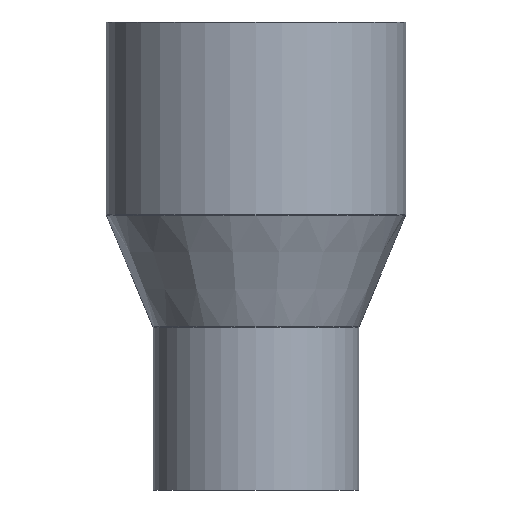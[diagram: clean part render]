
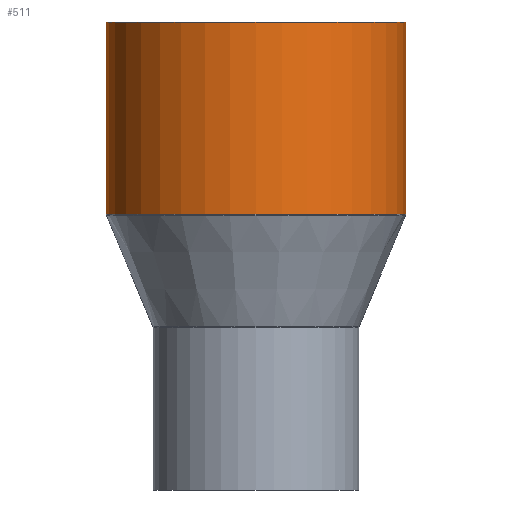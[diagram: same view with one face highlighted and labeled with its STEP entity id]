
A CAD part, front view. The second image highlights one B-rep face of the part: STEP entity #511.
In plain terms, the highlighted cylindrical face has radius 80 mm (diameter 160 mm), a partial arc.
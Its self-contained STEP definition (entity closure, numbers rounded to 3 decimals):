
#2 = DIRECTION ( 'NONE',  ( 0., 0., -1. ) ) ;
#3 = CARTESIAN_POINT ( 'NONE',  ( -80., 0., 129.52 ) ) ;
#41 = ORIENTED_EDGE ( 'NONE', *, *, #135, .F. ) ;
#68 = CARTESIAN_POINT ( 'NONE',  ( 0., 0., 26.92 ) ) ;
#80 = VERTEX_POINT ( 'NONE', #3 ) ;
#104 = EDGE_CURVE ( 'NONE', #163, #80, #612, .T. ) ;
#112 = DIRECTION ( 'NONE',  ( 0., 0., -1. ) ) ;
#124 = CARTESIAN_POINT ( 'NONE',  ( 0., 0., 129.52 ) ) ;
#133 = VERTEX_POINT ( 'NONE', #334 ) ;
#135 = EDGE_CURVE ( 'NONE', #163, #178, #433, .T. ) ;
#163 = VERTEX_POINT ( 'NONE', #395 ) ;
#178 = VERTEX_POINT ( 'NONE', #604 ) ;
#186 = CARTESIAN_POINT ( 'NONE',  ( 0., 0., -16.533 ) ) ;
#205 = AXIS2_PLACEMENT_3D ( 'NONE', #124, #330, #534 ) ;
#214 = ORIENTED_EDGE ( 'NONE', *, *, #234, .T. ) ;
#229 = DIRECTION ( 'NONE',  ( 0., 0., -1. ) ) ;
#234 = EDGE_CURVE ( 'NONE', #80, #133, #495, .T. ) ;
#326 = DIRECTION ( 'NONE',  ( -1., 0., 0. ) ) ;
#327 = VECTOR ( 'NONE', #2, 1000. ) ;
#330 = DIRECTION ( 'NONE',  ( 0., 0., -1. ) ) ;
#334 = CARTESIAN_POINT ( 'NONE',  ( -80., 0., 26.92 ) ) ;
#348 = ORIENTED_EDGE ( 'NONE', *, *, #104, .T. ) ;
#366 = AXIS2_PLACEMENT_3D ( 'NONE', #68, #470, #326 ) ;
#395 = CARTESIAN_POINT ( 'NONE',  ( 80., 0., 129.52 ) ) ;
#427 = ORIENTED_EDGE ( 'NONE', *, *, #540, .F. ) ;
#433 = LINE ( 'NONE', #639, #555 ) ;
#470 = DIRECTION ( 'NONE',  ( 0., 0., -1. ) ) ;
#475 = AXIS2_PLACEMENT_3D ( 'NONE', #186, #112, #482 ) ;
#482 = DIRECTION ( 'NONE',  ( -1., 0., 0. ) ) ;
#495 = LINE ( 'NONE', #651, #327 ) ;
#511 = ADVANCED_FACE ( 'NONE', ( #569 ), #628, .T. ) ;
#534 = DIRECTION ( 'NONE',  ( -1., 0., 0. ) ) ;
#540 = EDGE_CURVE ( 'NONE', #178, #133, #652, .T. ) ;
#555 = VECTOR ( 'NONE', #229, 1000. ) ;
#569 = FACE_OUTER_BOUND ( 'NONE', #640, .T. ) ;
#604 = CARTESIAN_POINT ( 'NONE',  ( 80., 0., 26.92 ) ) ;
#612 = CIRCLE ( 'NONE', #205, 80. ) ;
#628 = CYLINDRICAL_SURFACE ( 'NONE', #475, 80. ) ;
#639 = CARTESIAN_POINT ( 'NONE',  ( 80., 0., -16.533 ) ) ;
#640 = EDGE_LOOP ( 'NONE', ( #41, #348, #214, #427 ) ) ;
#651 = CARTESIAN_POINT ( 'NONE',  ( -80., 0., -16.533 ) ) ;
#652 = CIRCLE ( 'NONE', #366, 80. ) ;
